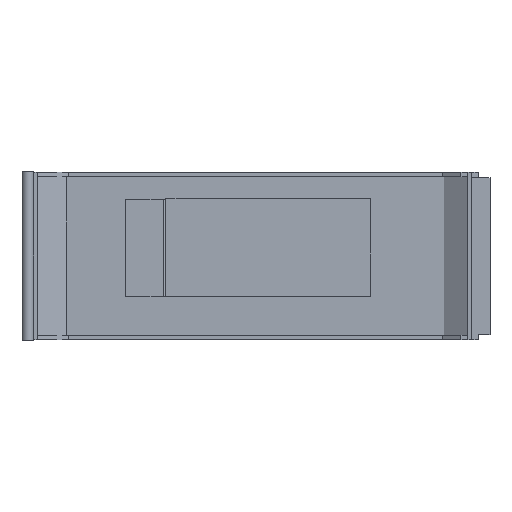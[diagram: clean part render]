
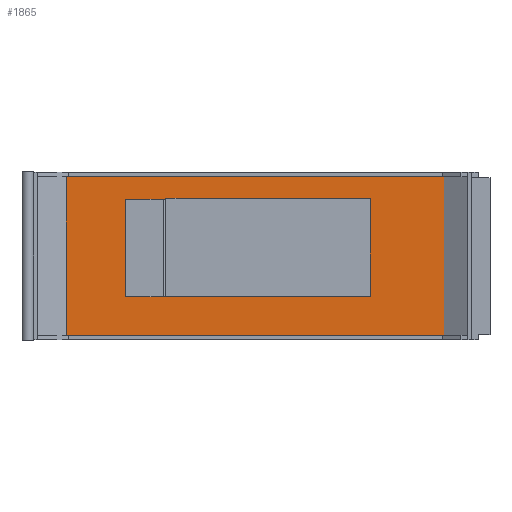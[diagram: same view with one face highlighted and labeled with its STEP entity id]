
A CAD part, top view. The second image highlights one B-rep face of the part: STEP entity #1865.
In plain terms, the highlighted planar face has unit normal (0, 0, 1).
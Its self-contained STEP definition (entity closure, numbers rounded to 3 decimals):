
#15=FACE_BOUND('',#726,.T.);
#99=LINE('',#2953,#330);
#104=LINE('',#2968,#335);
#108=LINE('',#2975,#339);
#110=LINE('',#2982,#341);
#111=LINE('',#2984,#342);
#112=LINE('',#2986,#343);
#113=LINE('',#2987,#344);
#114=LINE('',#2988,#345);
#115=LINE('',#2990,#346);
#116=LINE('',#2992,#347);
#117=LINE('',#2994,#348);
#118=LINE('',#2995,#349);
#330=VECTOR('',#2166,10.);
#335=VECTOR('',#2177,10.);
#339=VECTOR('',#2185,10.);
#341=VECTOR('',#2191,10.);
#342=VECTOR('',#2192,10.);
#343=VECTOR('',#2193,10.);
#344=VECTOR('',#2194,10.);
#345=VECTOR('',#2195,10.);
#346=VECTOR('',#2196,10.);
#347=VECTOR('',#2197,10.);
#348=VECTOR('',#2198,10.);
#349=VECTOR('',#2199,10.);
#523=PLANE('',#1988);
#622=FACE_OUTER_BOUND('',#725,.T.);
#725=EDGE_LOOP('',(#1415,#1416,#1417,#1418));
#726=EDGE_LOOP('',(#1419,#1420,#1421,#1422,#1423,#1424,#1425,#1426));
#900=VERTEX_POINT('',#2950);
#901=VERTEX_POINT('',#2952);
#907=VERTEX_POINT('',#2965);
#908=VERTEX_POINT('',#2967);
#909=VERTEX_POINT('',#2974);
#911=VERTEX_POINT('',#2980);
#912=VERTEX_POINT('',#2981);
#913=VERTEX_POINT('',#2983);
#914=VERTEX_POINT('',#2985);
#915=VERTEX_POINT('',#2989);
#916=VERTEX_POINT('',#2991);
#917=VERTEX_POINT('',#2993);
#1096=EDGE_CURVE('',#901,#900,#99,.T.);
#1103=EDGE_CURVE('',#908,#907,#104,.T.);
#1107=EDGE_CURVE('',#901,#909,#108,.T.);
#1110=EDGE_CURVE('',#911,#912,#110,.T.);
#1111=EDGE_CURVE('',#913,#911,#111,.T.);
#1112=EDGE_CURVE('',#913,#914,#112,.T.);
#1113=EDGE_CURVE('',#914,#912,#113,.T.);
#1114=EDGE_CURVE('',#900,#908,#114,.T.);
#1115=EDGE_CURVE('',#907,#915,#115,.T.);
#1116=EDGE_CURVE('',#915,#916,#116,.T.);
#1117=EDGE_CURVE('',#916,#917,#117,.T.);
#1118=EDGE_CURVE('',#917,#909,#118,.T.);
#1415=ORIENTED_EDGE('',*,*,#1110,.F.);
#1416=ORIENTED_EDGE('',*,*,#1111,.F.);
#1417=ORIENTED_EDGE('',*,*,#1112,.T.);
#1418=ORIENTED_EDGE('',*,*,#1113,.T.);
#1419=ORIENTED_EDGE('',*,*,#1107,.F.);
#1420=ORIENTED_EDGE('',*,*,#1096,.T.);
#1421=ORIENTED_EDGE('',*,*,#1114,.T.);
#1422=ORIENTED_EDGE('',*,*,#1103,.T.);
#1423=ORIENTED_EDGE('',*,*,#1115,.T.);
#1424=ORIENTED_EDGE('',*,*,#1116,.T.);
#1425=ORIENTED_EDGE('',*,*,#1117,.T.);
#1426=ORIENTED_EDGE('',*,*,#1118,.T.);
#1865=ADVANCED_FACE('',(#622,#15),#523,.T.);
#1988=AXIS2_PLACEMENT_3D('',#2979,#2189,#2190);
#2166=DIRECTION('',(-1.,0.,0.));
#2177=DIRECTION('',(1.,0.,0.));
#2185=DIRECTION('',(0.,1.,0.));
#2189=DIRECTION('center_axis',(0.,0.,1.));
#2190=DIRECTION('ref_axis',(1.,0.,0.));
#2191=DIRECTION('',(1.,0.,0.));
#2192=DIRECTION('',(0.,1.,0.));
#2193=DIRECTION('',(1.,0.,0.));
#2194=DIRECTION('',(0.,1.,0.));
#2195=DIRECTION('',(0.,1.,0.));
#2196=DIRECTION('',(0.,1.,0.));
#2197=DIRECTION('',(1.,0.,0.));
#2198=DIRECTION('',(0.,-1.,0.));
#2199=DIRECTION('',(-1.,0.,0.));
#2950=CARTESIAN_POINT('',(-47.477,-17.111,-0.25));
#2952=CARTESIAN_POINT('',(-33.488,-17.111,-0.25));
#2953=CARTESIAN_POINT('',(-51.282,-17.111,-0.25));
#2965=CARTESIAN_POINT('',(-33.5,16.848,-0.25));
#2967=CARTESIAN_POINT('',(-47.477,16.848,-0.25));
#2968=CARTESIAN_POINT('',(-57.776,16.848,-0.25));
#2974=CARTESIAN_POINT('',(-33.488,-16.943,-0.25));
#2975=CARTESIAN_POINT('',(-33.488,3.327,-0.25));
#2979=CARTESIAN_POINT('Origin',(-68.076,24.307,-0.25));
#2980=CARTESIAN_POINT('',(-68.076,24.557,-0.25));
#2981=CARTESIAN_POINT('',(63.076,24.557,-0.25));
#2982=CARTESIAN_POINT('',(37.5,24.557,-0.25));
#2983=CARTESIAN_POINT('',(-68.076,-30.443,-0.25));
#2984=CARTESIAN_POINT('',(-68.076,24.307,-0.25));
#2985=CARTESIAN_POINT('',(63.076,-30.443,-0.25));
#2986=CARTESIAN_POINT('',(-37.913,-30.443,-0.25));
#2987=CARTESIAN_POINT('',(63.076,24.307,-0.25));
#2988=CARTESIAN_POINT('',(-47.477,22.202,-0.25));
#2989=CARTESIAN_POINT('',(-33.5,17.057,-0.25));
#2990=CARTESIAN_POINT('',(-33.5,3.682,-0.25));
#2991=CARTESIAN_POINT('',(37.5,17.057,-0.25));
#2992=CARTESIAN_POINT('',(-50.788,17.057,-0.25));
#2993=CARTESIAN_POINT('',(37.5,-16.943,-0.25));
#2994=CARTESIAN_POINT('',(37.5,20.682,-0.25));
#2995=CARTESIAN_POINT('',(-15.288,-16.943,-0.25));
